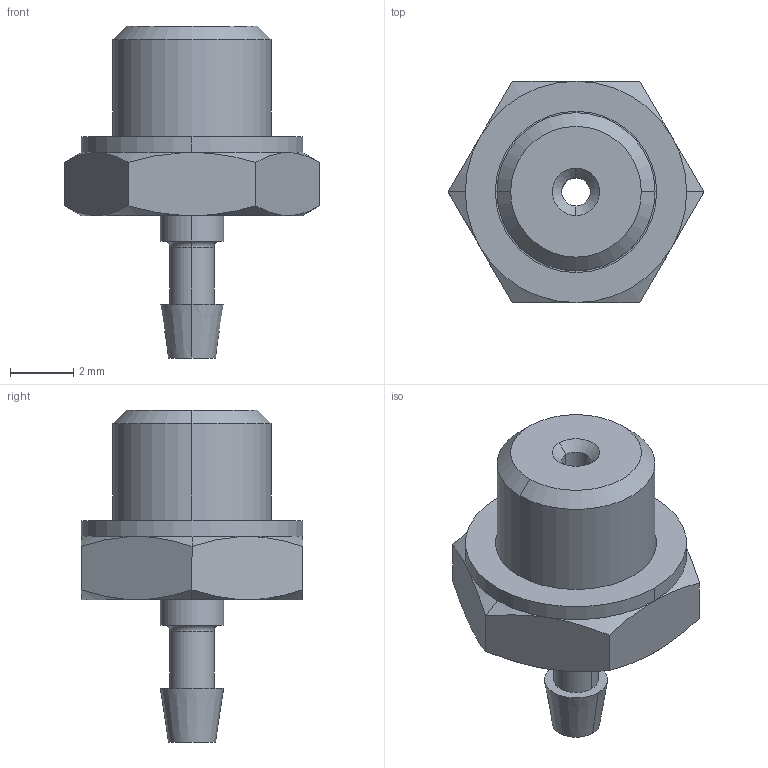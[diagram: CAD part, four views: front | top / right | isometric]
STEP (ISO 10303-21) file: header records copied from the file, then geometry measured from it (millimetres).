
FILE_DESCRIPTION(/* description */ ('VariCAD 2016-1.04 AP-214'),/* implementation_level */ '2;1');
FILE_NAME(/* name */ 'Gerade_Einschraubverbindung_M5-2mm.stp',/* time_stamp */ '2016-09-21T21:18:35+02:00',/* author */ (''),/* organization */ (''),/* preprocessor_version */ 'ST-DEVELOPER v14',/* originating_system */ 'VariCAD 2016-1.04; kernel version (20130303)',/* authorisation */ '');
FILE_SCHEMA (('AUTOMOTIVE_DESIGN'));
Length unit declared in the file: millimetre
Products named in the file (2): Gerade_Einschraubverbindung_M5-2mm; Gerade Einschraubverbindung
Assembly tree (1 placements, depth 2):
  Gerade_Einschraubverbindung_M5-2mm
    Gerade Einschraubverbindung
Bounding box: 8.08 x 7 x 10.5 mm (x, y, z)
Volume: 173.2 mm3; surface area: 259.7 mm2
Topology: 1 solids, 1 shells, 40 faces, 96 edges, 64 vertices
Faces by surface type: cylinder 14, plane 14, cone 10, torus 2
Entity records: 1353 total; most frequent: CARTESIAN_POINT 264, DIRECTION 226, ORIENTED_EDGE 192, AXIS2_PLACEMENT_3D 98, EDGE_CURVE 96, VERTEX_POINT 64, CIRCLE 54, EDGE_LOOP 48
